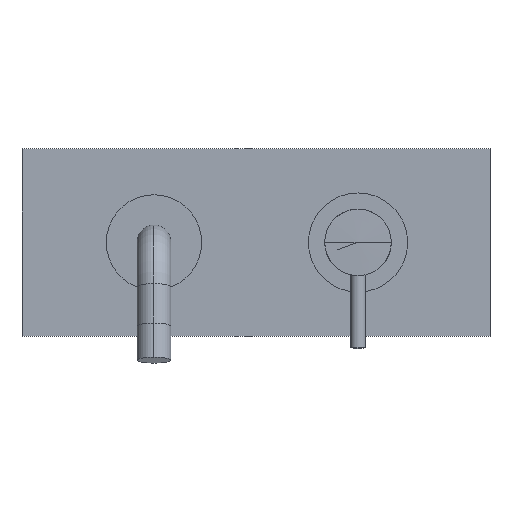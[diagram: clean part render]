
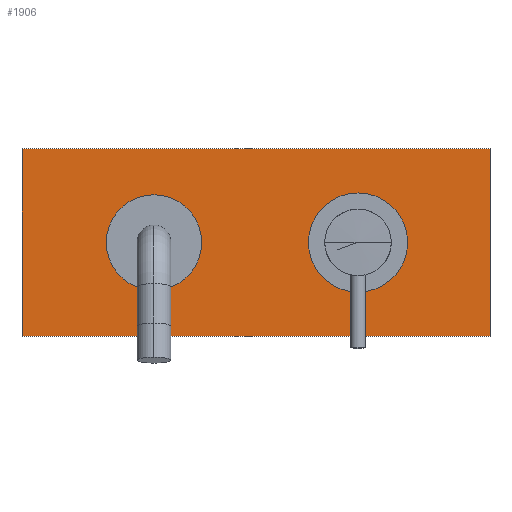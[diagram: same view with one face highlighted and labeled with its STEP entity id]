
A CAD part, top view. The second image highlights one B-rep face of the part: STEP entity #1906.
In plain terms, the highlighted planar face has unit normal (0, 0, 1).
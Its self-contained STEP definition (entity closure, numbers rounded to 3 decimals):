
#1756=DIRECTION('',(1.,0.,0.));
#1757=VECTOR('',#1756,250.);
#1758=CARTESIAN_POINT('',(-179.5,-50.,46.));
#1759=LINE('',#1758,#1757);
#1760=DIRECTION('',(0.,-1.,0.));
#1761=VECTOR('',#1760,100.);
#1762=CARTESIAN_POINT('',(-179.5,50.,46.));
#1763=LINE('',#1762,#1761);
#1764=DIRECTION('',(-1.,0.,0.));
#1765=VECTOR('',#1764,250.);
#1766=CARTESIAN_POINT('',(70.5,50.,46.));
#1767=LINE('',#1766,#1765);
#1768=DIRECTION('',(0.,1.,0.));
#1769=VECTOR('',#1768,100.);
#1770=CARTESIAN_POINT('',(70.5,-50.,46.));
#1771=LINE('',#1770,#1769);
#1780=CARTESIAN_POINT('',(-179.5,-50.,46.));
#1781=CARTESIAN_POINT('',(70.5,-50.,46.));
#1782=VERTEX_POINT('',#1780);
#1783=VERTEX_POINT('',#1781);
#1784=CARTESIAN_POINT('',(70.5,50.,46.));
#1785=VERTEX_POINT('',#1784);
#1786=CARTESIAN_POINT('',(-179.5,50.,46.));
#1787=VERTEX_POINT('',#1786);
#1895=CARTESIAN_POINT('',(-54.5,0.,46.));
#1896=DIRECTION('',(0.,0.,1.));
#1897=DIRECTION('',(0.,1.,0.));
#1898=AXIS2_PLACEMENT_3D('',#1895,#1896,#1897);
#1899=PLANE('',#1898);
#1900=ORIENTED_EDGE('',*,*,#1819,.F.);
#1901=ORIENTED_EDGE('',*,*,#1841,.F.);
#1902=ORIENTED_EDGE('',*,*,#1862,.F.);
#1903=ORIENTED_EDGE('',*,*,#1882,.F.);
#1904=EDGE_LOOP('',(#1900,#1901,#1902,#1903));
#1905=FACE_OUTER_BOUND('',#1904,.F.);
#1906=ADVANCED_FACE('',(#1905),#1899,.T.);
#1819=EDGE_CURVE('',#1782,#1783,#1759,.T.);
#1841=EDGE_CURVE('',#1787,#1782,#1763,.T.);
#1862=EDGE_CURVE('',#1785,#1787,#1767,.T.);
#1882=EDGE_CURVE('',#1783,#1785,#1771,.T.);
